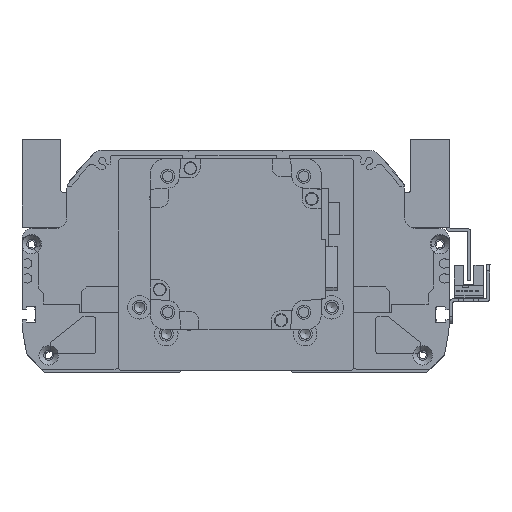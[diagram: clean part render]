
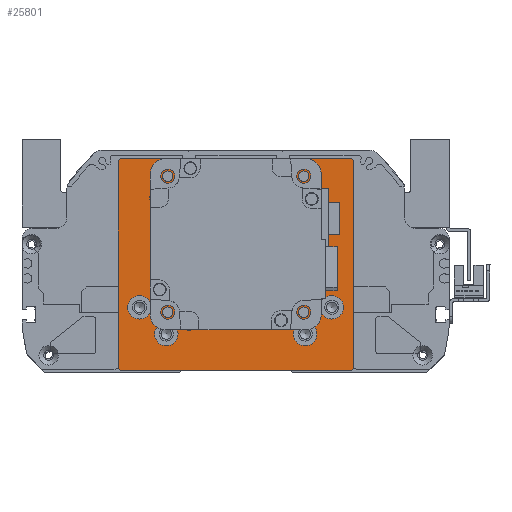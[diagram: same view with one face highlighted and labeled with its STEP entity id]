
A CAD part, front view. The second image highlights one B-rep face of the part: STEP entity #25801.
In plain terms, the highlighted face is planar.
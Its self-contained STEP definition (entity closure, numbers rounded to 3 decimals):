
#2046=FACE_BOUND('',#6113,.T.);
#2047=FACE_BOUND('',#6114,.T.);
#2048=FACE_BOUND('',#6115,.T.);
#2049=FACE_BOUND('',#6116,.T.);
#2050=FACE_BOUND('',#6117,.T.);
#2051=FACE_BOUND('',#6118,.T.);
#2052=FACE_BOUND('',#6119,.T.);
#2053=FACE_BOUND('',#6120,.T.);
#2054=FACE_BOUND('',#6121,.T.);
#3214=CIRCLE('',#28632,2.459);
#3215=CIRCLE('',#28635,2.459);
#3216=CIRCLE('',#28643,2.459);
#3217=CIRCLE('',#28645,2.459);
#3220=CIRCLE('',#28650,5.5);
#3223=CIRCLE('',#28656,5.5);
#3226=CIRCLE('',#28662,5.5);
#3229=CIRCLE('',#28668,5.5);
#3231=CIRCLE('',#28673,35.);
#4510=FACE_OUTER_BOUND('',#6112,.T.);
#6112=EDGE_LOOP('',(#23365,#23366,#23367,#23368,#23369,#23370,#23371,#23372));
#6113=EDGE_LOOP('',(#23373));
#6114=EDGE_LOOP('',(#23374));
#6115=EDGE_LOOP('',(#23375));
#6116=EDGE_LOOP('',(#23376));
#6117=EDGE_LOOP('',(#23377));
#6118=EDGE_LOOP('',(#23378));
#6119=EDGE_LOOP('',(#23379));
#6120=EDGE_LOOP('',(#23380));
#6121=EDGE_LOOP('',(#23381));
#8236=LINE('',#45164,#10411);
#8239=LINE('',#45173,#10414);
#8242=LINE('',#45178,#10417);
#8244=LINE('',#45181,#10419);
#8245=LINE('',#45184,#10420);
#8247=LINE('',#45188,#10422);
#8249=LINE('',#45192,#10424);
#8262=LINE('',#45254,#10437);
#10411=VECTOR('',#35526,10.);
#10414=VECTOR('',#35535,10.);
#10417=VECTOR('',#35540,10.);
#10419=VECTOR('',#35544,10.);
#10420=VECTOR('',#35547,10.);
#10422=VECTOR('',#35551,10.);
#10424=VECTOR('',#35555,10.);
#10437=VECTOR('',#35634,10.);
#12865=VERTEX_POINT('',#45157);
#12866=VERTEX_POINT('',#45161);
#12867=VERTEX_POINT('',#45163);
#12868=VERTEX_POINT('',#45167);
#12869=VERTEX_POINT('',#45171);
#12870=VERTEX_POINT('',#45172);
#12871=VERTEX_POINT('',#45177);
#12872=VERTEX_POINT('',#45183);
#12873=VERTEX_POINT('',#45187);
#12874=VERTEX_POINT('',#45191);
#12875=VERTEX_POINT('',#45195);
#12876=VERTEX_POINT('',#45199);
#12879=VERTEX_POINT('',#45208);
#12882=VERTEX_POINT('',#45219);
#12885=VERTEX_POINT('',#45230);
#12888=VERTEX_POINT('',#45241);
#12890=VERTEX_POINT('',#45250);
#16379=EDGE_CURVE('',#12865,#12865,#3214,.T.);
#16382=EDGE_CURVE('',#12867,#12866,#8236,.T.);
#16384=EDGE_CURVE('',#12868,#12868,#3215,.T.);
#16386=EDGE_CURVE('',#12869,#12870,#8239,.T.);
#16389=EDGE_CURVE('',#12871,#12870,#8242,.T.);
#16391=EDGE_CURVE('',#12871,#12866,#8244,.T.);
#16392=EDGE_CURVE('',#12867,#12872,#8245,.T.);
#16394=EDGE_CURVE('',#12873,#12872,#8247,.T.);
#16396=EDGE_CURVE('',#12873,#12874,#8249,.T.);
#16398=EDGE_CURVE('',#12875,#12875,#3216,.T.);
#16400=EDGE_CURVE('',#12876,#12876,#3217,.T.);
#16404=EDGE_CURVE('',#12879,#12879,#3220,.T.);
#16409=EDGE_CURVE('',#12882,#12882,#3223,.T.);
#16414=EDGE_CURVE('',#12885,#12885,#3226,.T.);
#16419=EDGE_CURVE('',#12888,#12888,#3229,.T.);
#16423=EDGE_CURVE('',#12890,#12890,#3231,.T.);
#16425=EDGE_CURVE('',#12869,#12874,#8262,.T.);
#23365=ORIENTED_EDGE('',*,*,#16386,.F.);
#23366=ORIENTED_EDGE('',*,*,#16425,.T.);
#23367=ORIENTED_EDGE('',*,*,#16396,.F.);
#23368=ORIENTED_EDGE('',*,*,#16394,.T.);
#23369=ORIENTED_EDGE('',*,*,#16392,.F.);
#23370=ORIENTED_EDGE('',*,*,#16382,.T.);
#23371=ORIENTED_EDGE('',*,*,#16391,.F.);
#23372=ORIENTED_EDGE('',*,*,#16389,.T.);
#23373=ORIENTED_EDGE('',*,*,#16398,.T.);
#23374=ORIENTED_EDGE('',*,*,#16384,.T.);
#23375=ORIENTED_EDGE('',*,*,#16400,.T.);
#23376=ORIENTED_EDGE('',*,*,#16379,.T.);
#23377=ORIENTED_EDGE('',*,*,#16404,.T.);
#23378=ORIENTED_EDGE('',*,*,#16409,.T.);
#23379=ORIENTED_EDGE('',*,*,#16414,.T.);
#23380=ORIENTED_EDGE('',*,*,#16419,.T.);
#23381=ORIENTED_EDGE('',*,*,#16423,.T.);
#24538=PLANE('',#28675);
#25801=ADVANCED_FACE('',(#4510,#2046,#2047,#2048,#2049,#2050,#2051,#2052,
#2053,#2054),#24538,.T.);
#28632=AXIS2_PLACEMENT_3D('',#45158,#35520,#35521);
#28635=AXIS2_PLACEMENT_3D('',#45168,#35530,#35531);
#28643=AXIS2_PLACEMENT_3D('',#45196,#35559,#35560);
#28645=AXIS2_PLACEMENT_3D('',#45200,#35564,#35565);
#28650=AXIS2_PLACEMENT_3D('',#45209,#35575,#35576);
#28656=AXIS2_PLACEMENT_3D('',#45220,#35589,#35590);
#28662=AXIS2_PLACEMENT_3D('',#45231,#35603,#35604);
#28668=AXIS2_PLACEMENT_3D('',#45242,#35617,#35618);
#28673=AXIS2_PLACEMENT_3D('',#45251,#35629,#35630);
#28675=AXIS2_PLACEMENT_3D('',#45255,#35635,#35636);
#35520=DIRECTION('center_axis',(0.,0.,-1.));
#35521=DIRECTION('ref_axis',(1.,0.,0.));
#35526=DIRECTION('',(-1.,0.,0.));
#35530=DIRECTION('center_axis',(0.,0.,-1.));
#35531=DIRECTION('ref_axis',(1.,0.,0.));
#35535=DIRECTION('',(-0.707,0.707,0.));
#35540=DIRECTION('',(0.,-1.,0.));
#35544=DIRECTION('',(0.707,0.707,0.));
#35547=DIRECTION('',(0.707,-0.707,0.));
#35551=DIRECTION('',(0.,1.,0.));
#35555=DIRECTION('',(-0.707,-0.707,0.));
#35559=DIRECTION('center_axis',(0.,0.,-1.));
#35560=DIRECTION('ref_axis',(1.,0.,0.));
#35564=DIRECTION('center_axis',(0.,0.,-1.));
#35565=DIRECTION('ref_axis',(1.,0.,0.));
#35575=DIRECTION('center_axis',(0.,0.,-1.));
#35576=DIRECTION('ref_axis',(1.,0.,0.));
#35589=DIRECTION('center_axis',(0.,0.,-1.));
#35590=DIRECTION('ref_axis',(1.,0.,0.));
#35603=DIRECTION('center_axis',(0.,0.,-1.));
#35604=DIRECTION('ref_axis',(1.,0.,0.));
#35617=DIRECTION('center_axis',(0.,0.,-1.));
#35618=DIRECTION('ref_axis',(1.,0.,0.));
#35629=DIRECTION('center_axis',(0.,0.,-1.));
#35630=DIRECTION('ref_axis',(1.,0.,0.));
#35634=DIRECTION('',(1.,0.,0.));
#35635=DIRECTION('center_axis',(0.,0.,1.));
#35636=DIRECTION('ref_axis',(1.,0.,0.));
#45157=CARTESIAN_POINT('',(29.361,41.32,89.));
#45158=CARTESIAN_POINT('Origin',(31.82,41.32,89.));
#45161=CARTESIAN_POINT('',(-54.,49.5,89.));
#45163=CARTESIAN_POINT('',(54.,49.5,89.));
#45164=CARTESIAN_POINT('',(55.,49.5,89.));
#45167=CARTESIAN_POINT('',(-34.278,41.32,89.));
#45168=CARTESIAN_POINT('Origin',(-31.82,41.32,89.));
#45171=CARTESIAN_POINT('',(-54.,-49.5,89.));
#45172=CARTESIAN_POINT('',(-55.,-48.5,89.));
#45173=CARTESIAN_POINT('',(-53.125,-50.375,89.));
#45177=CARTESIAN_POINT('',(-55.,48.5,89.));
#45178=CARTESIAN_POINT('',(-55.,49.5,89.));
#45181=CARTESIAN_POINT('',(-53.125,50.375,89.));
#45183=CARTESIAN_POINT('',(55.,48.5,89.));
#45184=CARTESIAN_POINT('',(53.125,50.375,89.));
#45187=CARTESIAN_POINT('',(55.,-48.5,89.));
#45188=CARTESIAN_POINT('',(55.,-49.5,89.));
#45191=CARTESIAN_POINT('',(54.,-49.5,89.));
#45192=CARTESIAN_POINT('',(53.125,-50.375,89.));
#45195=CARTESIAN_POINT('',(29.361,-22.32,89.));
#45196=CARTESIAN_POINT('Origin',(31.82,-22.32,89.));
#45199=CARTESIAN_POINT('',(-34.278,-22.32,89.));
#45200=CARTESIAN_POINT('Origin',(-31.82,-22.32,89.));
#45208=CARTESIAN_POINT('',(27.,-32.5,89.));
#45209=CARTESIAN_POINT('Origin',(32.5,-32.5,89.));
#45219=CARTESIAN_POINT('',(-50.5,-20.,89.));
#45220=CARTESIAN_POINT('Origin',(-45.,-20.,89.));
#45230=CARTESIAN_POINT('',(-38.,-32.5,89.));
#45231=CARTESIAN_POINT('Origin',(-32.5,-32.5,89.));
#45241=CARTESIAN_POINT('',(39.5,-20.,89.));
#45242=CARTESIAN_POINT('Origin',(45.,-20.,89.));
#45250=CARTESIAN_POINT('',(-35.,9.5,89.));
#45251=CARTESIAN_POINT('Origin',(0.,9.5,89.));
#45254=CARTESIAN_POINT('',(-55.,-49.5,89.));
#45255=CARTESIAN_POINT('Origin',(0.,0.,
89.));
